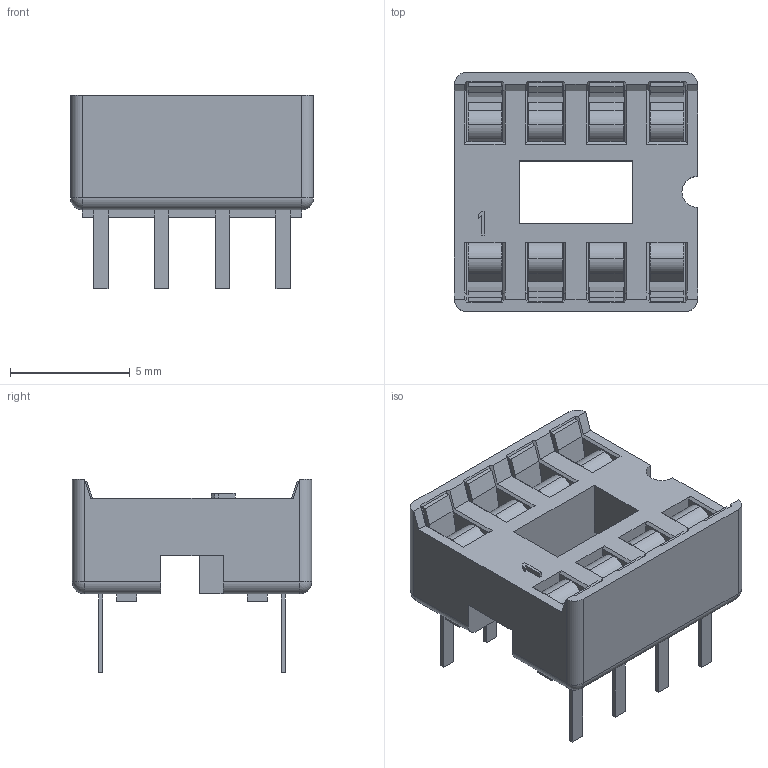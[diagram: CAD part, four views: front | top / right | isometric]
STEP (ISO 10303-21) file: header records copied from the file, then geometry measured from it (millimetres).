
FILE_DESCRIPTION(('STEP AP214'),'1');
FILE_NAME('70042907.stp','2018-08-03T11:39:43',('TraceParts'),('TraceParts S.A.'),'Spatial InterOp 3D',' ',' ');
FILE_SCHEMA(('automotive_design'));
Length unit declared in the file: millimetre
Products named in the file (1): 70042907
Bounding box: 10.16 x 10 x 8.1 mm (x, y, z)
Volume: 330.6 mm3; surface area: 588.1 mm2
Topology: 1 solids, 1 shells, 312 faces, 866 edges, 556 vertices
Faces by surface type: plane 264, cylinder 44, sphere 4
Entity records: 9817 total; most frequent: CARTESIAN_POINT 1735, ORIENTED_EDGE 1732, DIRECTION 1580, EDGE_CURVE 866, LINE 778, VECTOR 778, VERTEX_POINT 556, AXIS2_PLACEMENT_3D 401
